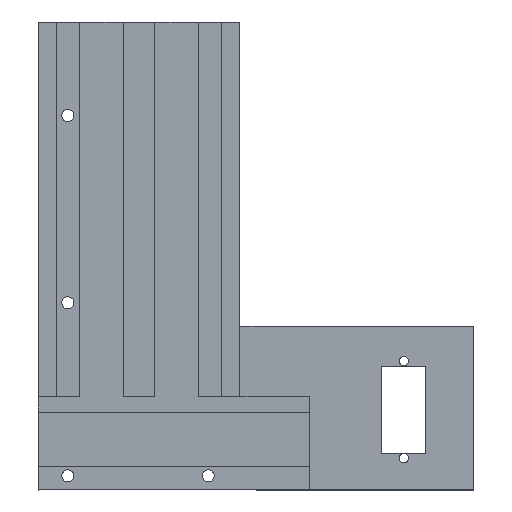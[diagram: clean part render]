
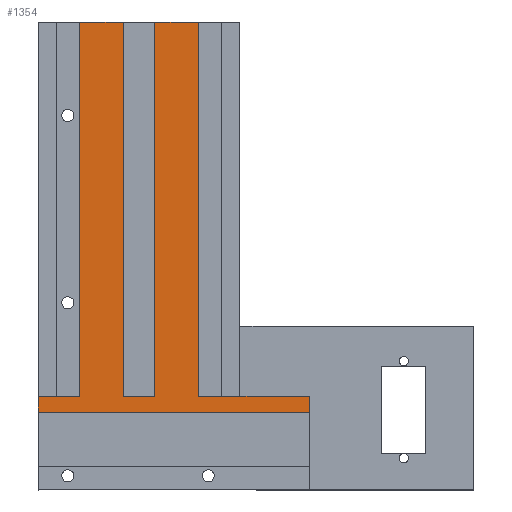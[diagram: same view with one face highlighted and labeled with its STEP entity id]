
A CAD part, top view. The second image highlights one B-rep face of the part: STEP entity #1354.
In plain terms, the highlighted planar face has unit normal (0, 0, 1).
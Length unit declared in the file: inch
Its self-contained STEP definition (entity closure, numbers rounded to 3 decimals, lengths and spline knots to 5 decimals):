
#11 = DIRECTION ( 'NONE',  ( -1., 0., 0. ) ) ;
#46 = EDGE_CURVE ( 'NONE', #1283, #1038, #1724, .T. ) ;
#49 = CARTESIAN_POINT ( 'NONE',  ( -0.635, 4., -0.445 ) ) ;
#50 = DIRECTION ( 'NONE',  ( -1., 0., 0. ) ) ;
#61 = VERTEX_POINT ( 'NONE', #567 ) ;
#64 = VECTOR ( 'NONE', #152, 39.37008 ) ;
#67 = VECTOR ( 'NONE', #1569, 39.37008 ) ;
#69 = ORIENTED_EDGE ( 'NONE', *, *, #762, .T. ) ;
#88 = EDGE_LOOP ( 'NONE', ( #628, #892, #1765, #1722, #410, #69, #1613, #624, #1310, #1617, #809, #1384, #602, #532, #148 ) ) ;
#90 = CARTESIAN_POINT ( 'NONE',  ( 0.635, 4., -0.445 ) ) ;
#121 = VERTEX_POINT ( 'NONE', #730 ) ;
#135 = LINE ( 'NONE', #1734, #1332 ) ;
#147 = LINE ( 'NONE', #1160, #1122 ) ;
#148 = ORIENTED_EDGE ( 'NONE', *, *, #1641, .T. ) ;
#152 = DIRECTION ( 'NONE',  ( -1., 0., 0. ) ) ;
#184 = CARTESIAN_POINT ( 'NONE',  ( 1.8215, 0., -0.445 ) ) ;
#187 = CARTESIAN_POINT ( 'NONE',  ( 0.635, 0., -0.445 ) ) ;
#196 = VERTEX_POINT ( 'NONE', #293 ) ;
#202 = VERTEX_POINT ( 'NONE', #187 ) ;
#210 = CARTESIAN_POINT ( 'NONE',  ( 1.8215, 0., -0.445 ) ) ;
#224 = CARTESIAN_POINT ( 'NONE',  ( 1.8215, -0.17, -0.445 ) ) ;
#293 = CARTESIAN_POINT ( 'NONE',  ( -0.635, 0., -0.445 ) ) ;
#310 = CARTESIAN_POINT ( 'NONE',  ( -0.1681, 0., -0.445 ) ) ;
#324 = LINE ( 'NONE', #90, #835 ) ;
#349 = DIRECTION ( 'NONE',  ( 0., 1., 0. ) ) ;
#355 = VECTOR ( 'NONE', #1019, 39.37008 ) ;
#363 = EDGE_CURVE ( 'NONE', #963, #61, #1243, .T. ) ;
#382 = PLANE ( 'NONE',  #1343 ) ;
#410 = ORIENTED_EDGE ( 'NONE', *, *, #46, .T. ) ;
#442 = VERTEX_POINT ( 'NONE', #515 ) ;
#458 = CARTESIAN_POINT ( 'NONE',  ( -1.0785, -1., -0.445 ) ) ;
#478 = VECTOR ( 'NONE', #50, 39.37008 ) ;
#503 = CARTESIAN_POINT ( 'NONE',  ( 0.885, 0., -0.445 ) ) ;
#515 = CARTESIAN_POINT ( 'NONE',  ( -1.0785, 0., -0.445 ) ) ;
#532 = ORIENTED_EDGE ( 'NONE', *, *, #1636, .T. ) ;
#533 = VECTOR ( 'NONE', #11, 39.37008 ) ;
#567 = CARTESIAN_POINT ( 'NONE',  ( -0.1681, 4., -0.445 ) ) ;
#576 = VECTOR ( 'NONE', #1553, 39.37008 ) ;
#582 = DIRECTION ( 'NONE',  ( 0., -1., 0. ) ) ;
#602 = ORIENTED_EDGE ( 'NONE', *, *, #1721, .T. ) ;
#607 = LINE ( 'NONE', #184, #763 ) ;
#618 = LINE ( 'NONE', #1562, #576 ) ;
#624 = ORIENTED_EDGE ( 'NONE', *, *, #766, .F. ) ;
#628 = ORIENTED_EDGE ( 'NONE', *, *, #758, .F. ) ;
#644 = LINE ( 'NONE', #1148, #1669 ) ;
#648 = DIRECTION ( 'NONE',  ( 0., -1., 0. ) ) ;
#701 = CARTESIAN_POINT ( 'NONE',  ( 1.8215, 0., -0.445 ) ) ;
#724 = CARTESIAN_POINT ( 'NONE',  ( 1.8215, 0., -0.445 ) ) ;
#728 = DIRECTION ( 'NONE',  ( 0., 1., 0. ) ) ;
#730 = CARTESIAN_POINT ( 'NONE',  ( 0.635, 4., -0.445 ) ) ;
#741 = VECTOR ( 'NONE', #582, 39.37008 ) ;
#758 = EDGE_CURVE ( 'NONE', #965, #442, #1203, .T. ) ;
#759 = CARTESIAN_POINT ( 'NONE',  ( -0.1681, 4., -0.445 ) ) ;
#762 = EDGE_CURVE ( 'NONE', #1038, #202, #644, .T. ) ;
#763 = VECTOR ( 'NONE', #1127, 39.37008 ) ;
#766 = EDGE_CURVE ( 'NONE', #1426, #121, #618, .T. ) ;
#808 = LINE ( 'NONE', #759, #67 ) ;
#809 = ORIENTED_EDGE ( 'NONE', *, *, #1670, .F. ) ;
#815 = DIRECTION ( 'NONE',  ( 0., 0., -1. ) ) ;
#826 = LINE ( 'NONE', #1174, #355 ) ;
#835 = VECTOR ( 'NONE', #648, 39.37008 ) ;
#838 = FACE_OUTER_BOUND ( 'NONE', #88, .T. ) ;
#839 = VECTOR ( 'NONE', #728, 39.37008 ) ;
#848 = LINE ( 'NONE', #1416, #741 ) ;
#855 = CARTESIAN_POINT ( 'NONE',  ( -0.885, 0., -0.445 ) ) ;
#860 = EDGE_CURVE ( 'NONE', #1111, #1623, #910, .T. ) ;
#884 = CARTESIAN_POINT ( 'NONE',  ( 1.8215, 0., -0.445 ) ) ;
#892 = ORIENTED_EDGE ( 'NONE', *, *, #1671, .T. ) ;
#910 = LINE ( 'NONE', #724, #533 ) ;
#916 = DIRECTION ( 'NONE',  ( -1., 0., 0. ) ) ;
#952 = CARTESIAN_POINT ( 'NONE',  ( 1.0785, 0., -0.445 ) ) ;
#963 = VERTEX_POINT ( 'NONE', #49 ) ;
#965 = VERTEX_POINT ( 'NONE', #1151 ) ;
#1003 = VECTOR ( 'NONE', #349, 39.37008 ) ;
#1019 = DIRECTION ( 'NONE',  ( 0., -1., 0. ) ) ;
#1038 = VERTEX_POINT ( 'NONE', #503 ) ;
#1107 = VERTEX_POINT ( 'NONE', #210 ) ;
#1111 = VERTEX_POINT ( 'NONE', #1334 ) ;
#1122 = VECTOR ( 'NONE', #1303, 39.37008 ) ;
#1127 = DIRECTION ( 'NONE',  ( -1., 0., 0. ) ) ;
#1145 = EDGE_CURVE ( 'NONE', #1252, #1107, #1217, .T. ) ;
#1148 = CARTESIAN_POINT ( 'NONE',  ( 1.8215, 0., -0.445 ) ) ;
#1151 = CARTESIAN_POINT ( 'NONE',  ( -1.0785, -0.17, -0.445 ) ) ;
#1155 = CARTESIAN_POINT ( 'NONE',  ( 1.8215, -1., -0.445 ) ) ;
#1157 = EDGE_CURVE ( 'NONE', #1107, #1283, #135, .T. ) ;
#1160 = CARTESIAN_POINT ( 'NONE',  ( 0.1681, -0.17, -0.445 ) ) ;
#1174 = CARTESIAN_POINT ( 'NONE',  ( -0.635, 4., -0.445 ) ) ;
#1189 = EDGE_CURVE ( 'NONE', #121, #202, #324, .T. ) ;
#1203 = LINE ( 'NONE', #458, #839 ) ;
#1217 = LINE ( 'NONE', #1155, #1003 ) ;
#1243 = LINE ( 'NONE', #1744, #1712 ) ;
#1252 = VERTEX_POINT ( 'NONE', #224 ) ;
#1279 = DIRECTION ( 'NONE',  ( -1., 0., 0. ) ) ;
#1283 = VERTEX_POINT ( 'NONE', #952 ) ;
#1303 = DIRECTION ( 'NONE',  ( 1., 0., 0. ) ) ;
#1306 = LINE ( 'NONE', #884, #478 ) ;
#1310 = ORIENTED_EDGE ( 'NONE', *, *, #1631, .T. ) ;
#1332 = VECTOR ( 'NONE', #916, 39.37008 ) ;
#1334 = CARTESIAN_POINT ( 'NONE',  ( 0.1681, 0., -0.445 ) ) ;
#1343 = AXIS2_PLACEMENT_3D ( 'NONE', #1345, #815, #1481 ) ;
#1345 = CARTESIAN_POINT ( 'NONE',  ( 0.1681, 4., -0.445 ) ) ;
#1354 = ADVANCED_FACE ( 'NONE', ( #838 ), #382, .F. ) ;
#1379 = CARTESIAN_POINT ( 'NONE',  ( 0.1681, 4., -0.445 ) ) ;
#1384 = ORIENTED_EDGE ( 'NONE', *, *, #363, .F. ) ;
#1416 = CARTESIAN_POINT ( 'NONE',  ( 0.1681, 4., -0.445 ) ) ;
#1426 = VERTEX_POINT ( 'NONE', #1379 ) ;
#1481 = DIRECTION ( 'NONE',  ( -1., 0., 0. ) ) ;
#1553 = DIRECTION ( 'NONE',  ( 1., 0., 0. ) ) ;
#1562 = CARTESIAN_POINT ( 'NONE',  ( 0.1681, 4., -0.445 ) ) ;
#1569 = DIRECTION ( 'NONE',  ( 0., -1., 0. ) ) ;
#1594 = DIRECTION ( 'NONE',  ( 1., 0., 0. ) ) ;
#1612 = VERTEX_POINT ( 'NONE', #855 ) ;
#1613 = ORIENTED_EDGE ( 'NONE', *, *, #1189, .F. ) ;
#1617 = ORIENTED_EDGE ( 'NONE', *, *, #860, .T. ) ;
#1623 = VERTEX_POINT ( 'NONE', #310 ) ;
#1631 = EDGE_CURVE ( 'NONE', #1426, #1111, #848, .T. ) ;
#1636 = EDGE_CURVE ( 'NONE', #196, #1612, #1306, .T. ) ;
#1641 = EDGE_CURVE ( 'NONE', #1612, #442, #607, .T. ) ;
#1669 = VECTOR ( 'NONE', #1279, 39.37008 ) ;
#1670 = EDGE_CURVE ( 'NONE', #61, #1623, #808, .T. ) ;
#1671 = EDGE_CURVE ( 'NONE', #965, #1252, #147, .T. ) ;
#1712 = VECTOR ( 'NONE', #1594, 39.37008 ) ;
#1721 = EDGE_CURVE ( 'NONE', #963, #196, #826, .T. ) ;
#1722 = ORIENTED_EDGE ( 'NONE', *, *, #1157, .T. ) ;
#1724 = LINE ( 'NONE', #701, #64 ) ;
#1734 = CARTESIAN_POINT ( 'NONE',  ( 1.8215, 0., -0.445 ) ) ;
#1744 = CARTESIAN_POINT ( 'NONE',  ( -0.1681, 4., -0.445 ) ) ;
#1765 = ORIENTED_EDGE ( 'NONE', *, *, #1145, .T. ) ;
